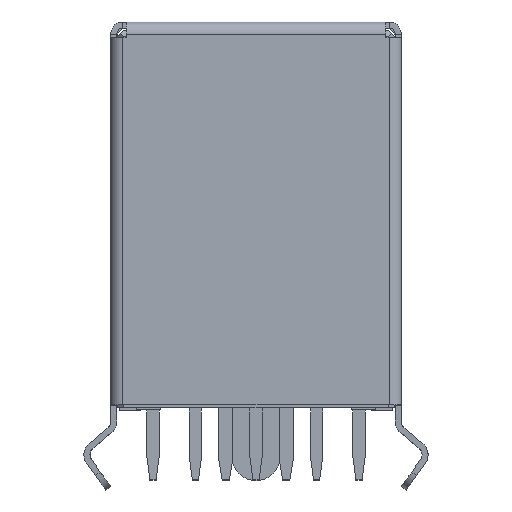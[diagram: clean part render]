
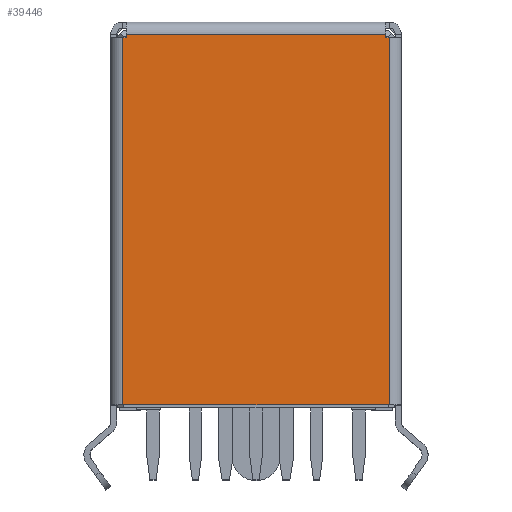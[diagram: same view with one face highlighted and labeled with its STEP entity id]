
A CAD part, top view. The second image highlights one B-rep face of the part: STEP entity #39446.
In plain terms, the highlighted free-form (B-spline) face has degree [1, 1] with [2, 2] control points.
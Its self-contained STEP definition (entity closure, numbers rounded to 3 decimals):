
#68 = CARTESIAN_POINT ( 'NONE',  ( 5.35, -0.3, 6.26 ) ) ;
#1768 = EDGE_CURVE ( 'NONE', #44390, #9637, #46004, .T. ) ;
#1981 = DIRECTION ( 'NONE',  ( 0., 1., 0. ) ) ;
#2615 = FACE_OUTER_BOUND ( 'NONE', #50251, .T. ) ;
#3065 = DIRECTION ( 'NONE',  ( 1., 0., 0. ) ) ;
#3201 = CARTESIAN_POINT ( 'NONE',  ( -5.5, -15.45, 6.26 ) ) ;
#3409 = CARTESIAN_POINT ( 'NONE',  ( -5.5, -0.3, 6.26 ) ) ;
#4968 = LINE ( 'NONE', #13669, #42460 ) ;
#5583 = LINE ( 'NONE', #34627, #30906 ) ;
#8843 = VERTEX_POINT ( 'NONE', #49366 ) ;
#8957 = DIRECTION ( 'NONE',  ( -1., 0., 0. ) ) ;
#9637 = VERTEX_POINT ( 'NONE', #54224 ) ;
#10749 = CARTESIAN_POINT ( 'NONE',  ( -5.72, 0.156, 6.26 ) ) ;
#10853 = ORIENTED_EDGE ( 'NONE', *, *, #30929, .F. ) ;
#11565 = CARTESIAN_POINT ( 'NONE',  ( 5.5, -0.3, 6.26 ) ) ;
#12324 = VERTEX_POINT ( 'NONE', #32999 ) ;
#13669 = CARTESIAN_POINT ( 'NONE',  ( -5.35, -0.15, 6.26 ) ) ;
#14513 = LINE ( 'NONE', #3201, #50023 ) ;
#15084 = CARTESIAN_POINT ( 'NONE',  ( 5.72, -15.756, 6.26 ) ) ;
#16234 = ORIENTED_EDGE ( 'NONE', *, *, #20454, .T. ) ;
#16656 = CARTESIAN_POINT ( 'NONE',  ( 5.5, -15.45, 6.26 ) ) ;
#20454 = EDGE_CURVE ( 'NONE', #9637, #26659, #22246, .T. ) ;
#20592 = DIRECTION ( 'NONE',  ( 0., 1., 0. ) ) ;
#21646 = CARTESIAN_POINT ( 'NONE',  ( 5.35, -0.15, 6.26 ) ) ;
#22184 = EDGE_CURVE ( 'NONE', #39029, #42427, #42827, .T. ) ;
#22246 = LINE ( 'NONE', #21646, #24913 ) ;
#22747 = DIRECTION ( 'NONE',  ( 0., 1., 0. ) ) ;
#23505 = CARTESIAN_POINT ( 'NONE',  ( -5.35, -0.3, 6.26 ) ) ;
#23691 = DIRECTION ( 'NONE',  ( -1., 0., 0. ) ) ;
#24337 = VECTOR ( 'NONE', #23691, 1000. ) ;
#24913 = VECTOR ( 'NONE', #8957, 1000. ) ;
#26659 = VERTEX_POINT ( 'NONE', #47860 ) ;
#26932 = ORIENTED_EDGE ( 'NONE', *, *, #54227, .F. ) ;
#27774 = CARTESIAN_POINT ( 'NONE',  ( -5.72, -15.756, 6.26 ) ) ;
#28359 = VECTOR ( 'NONE', #3065, 1000. ) ;
#28607 = DIRECTION ( 'NONE',  ( 1., 0., 0. ) ) ;
#29953 = VECTOR ( 'NONE', #1981, 1000. ) ;
#30663 = EDGE_CURVE ( 'NONE', #12324, #39029, #14513, .T. ) ;
#30906 = VECTOR ( 'NONE', #22747, 1000. ) ;
#30929 = EDGE_CURVE ( 'NONE', #12324, #36852, #5583, .T. ) ;
#31417 = VECTOR ( 'NONE', #20592, 1000. ) ;
#32999 = CARTESIAN_POINT ( 'NONE',  ( -5.5, -15.45, 6.26 ) ) ;
#33742 = LINE ( 'NONE', #23505, #24337 ) ;
#34627 = CARTESIAN_POINT ( 'NONE',  ( -5.5, -15.45, 6.26 ) ) ;
#35871 = B_SPLINE_SURFACE_WITH_KNOTS ( 'NONE', 1, 1, ( 
 ( #27774, #10749 ),
 ( #15084, #44467 ) ),
 .UNSPECIFIED., .F., .F., .F.,
 ( 2, 2 ),
 ( 2, 2 ),
 ( -5.72, 5.72 ),
 ( -7.956, 7.956 ),
 .UNSPECIFIED. ) ;
#36505 = ORIENTED_EDGE ( 'NONE', *, *, #30663, .T. ) ;
#36852 = VERTEX_POINT ( 'NONE', #3409 ) ;
#39029 = VERTEX_POINT ( 'NONE', #45623 ) ;
#39446 = ADVANCED_FACE ( 'NONE', ( #2615 ), #35871, .T. ) ;
#39783 = LINE ( 'NONE', #49290, #28359 ) ;
#41098 = EDGE_CURVE ( 'NONE', #26659, #8843, #4968, .T. ) ;
#41123 = ORIENTED_EDGE ( 'NONE', *, *, #1768, .T. ) ;
#42345 = EDGE_CURVE ( 'NONE', #8843, #36852, #33742, .T. ) ;
#42427 = VERTEX_POINT ( 'NONE', #11565 ) ;
#42460 = VECTOR ( 'NONE', #43608, 1000. ) ;
#42827 = LINE ( 'NONE', #16656, #31417 ) ;
#43608 = DIRECTION ( 'NONE',  ( 0., -1., 0. ) ) ;
#43912 = CARTESIAN_POINT ( 'NONE',  ( 5.35, -0.3, 6.26 ) ) ;
#44390 = VERTEX_POINT ( 'NONE', #68 ) ;
#44467 = CARTESIAN_POINT ( 'NONE',  ( 5.72, 0.156, 6.26 ) ) ;
#45018 = ORIENTED_EDGE ( 'NONE', *, *, #41098, .T. ) ;
#45623 = CARTESIAN_POINT ( 'NONE',  ( 5.5, -15.45, 6.26 ) ) ;
#46004 = LINE ( 'NONE', #43912, #29953 ) ;
#47585 = ORIENTED_EDGE ( 'NONE', *, *, #22184, .T. ) ;
#47860 = CARTESIAN_POINT ( 'NONE',  ( -5.35, -0.15, 6.26 ) ) ;
#49290 = CARTESIAN_POINT ( 'NONE',  ( 5.35, -0.3, 6.26 ) ) ;
#49366 = CARTESIAN_POINT ( 'NONE',  ( -5.35, -0.3, 6.26 ) ) ;
#50023 = VECTOR ( 'NONE', #28607, 1000. ) ;
#50251 = EDGE_LOOP ( 'NONE', ( #55430, #10853, #36505, #47585, #26932, #41123, #16234, #45018 ) ) ;
#54224 = CARTESIAN_POINT ( 'NONE',  ( 5.35, -0.15, 6.26 ) ) ;
#54227 = EDGE_CURVE ( 'NONE', #44390, #42427, #39783, .T. ) ;
#55430 = ORIENTED_EDGE ( 'NONE', *, *, #42345, .T. ) ;
